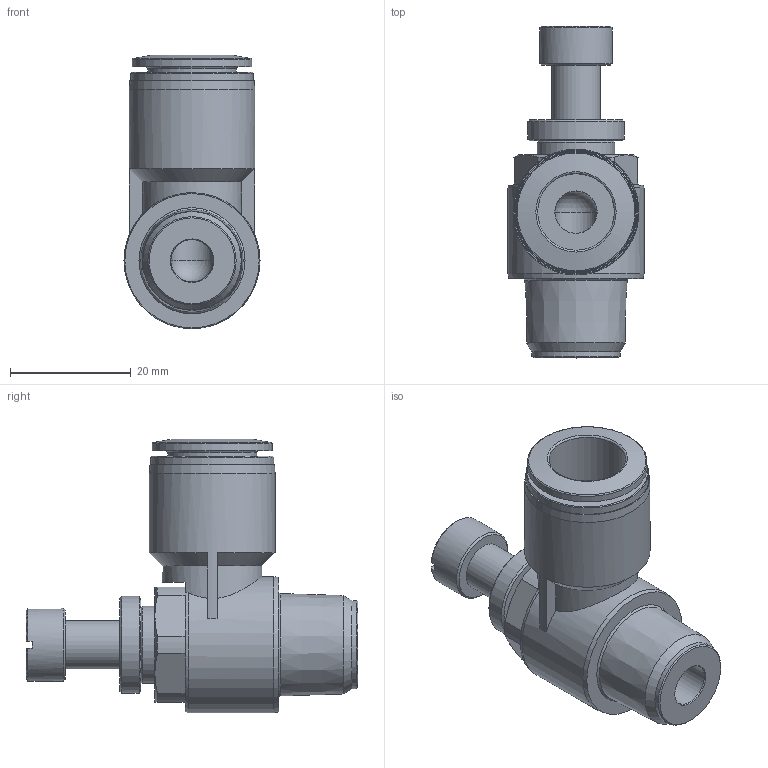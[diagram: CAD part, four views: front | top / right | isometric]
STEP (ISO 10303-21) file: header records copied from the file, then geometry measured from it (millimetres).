
FILE_DESCRIPTION(/* description */ ('STEP AP214'),/* implementation_level */ '2;1');
FILE_NAME(/* name */ '534667_GRLA-3_8-QB-1_2-U',/* time_stamp */ '2024-08-28T21:23:21+02:00',/* author */ ('License CC BY-ND 4.0'),/* organization */ ('CADENAS'),/* preprocessor_version */ 'ST-DEVELOPER v19.3',/* originating_system */ 'PARTsolutions',/* authorisation */ ' ');
FILE_SCHEMA (('MODEL_BASED_INTEGRATED_MANUFACTURING_SCHEMA','AUTOMOTIVE_DESIGN {1 0 10303 214 3 1 1}'));
Length unit declared in the file: millimetre
Products named in the file (1): 534667 GRLA-3/8-QB-1/2-U---(54.9)
Bounding box: 22.5 x 54.9 x 45.25 mm (x, y, z)
Volume: 15681.1 mm3; surface area: 7426.7 mm2
Topology: 1 solids, 1 shells, 76 faces, 175 edges, 109 vertices
Faces by surface type: plane 27, cone 24, cylinder 21, torus 3, sphere 1
Full cylindrical faces by diameter (mm): 7 x2, 8 x1, 12 x1, 12.7 x1, 12.8 x1, 14.593 x1, 14.7 x1, 16 x1, 19.8 x1, 20.3 x1, 20.8 x1, 22.5 x1
Entity records: 2574 total; most frequent: CARTESIAN_POINT 435, DIRECTION 341, ORIENTED_EDGE 280, AXIS2_PLACEMENT_3D 152, EDGE_CURVE 140, EDGE_LOOP 116, FACE_BOUND 116, VERTEX_POINT 104
